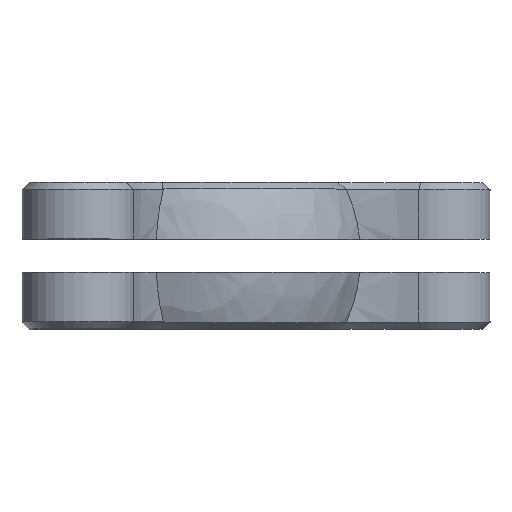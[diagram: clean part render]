
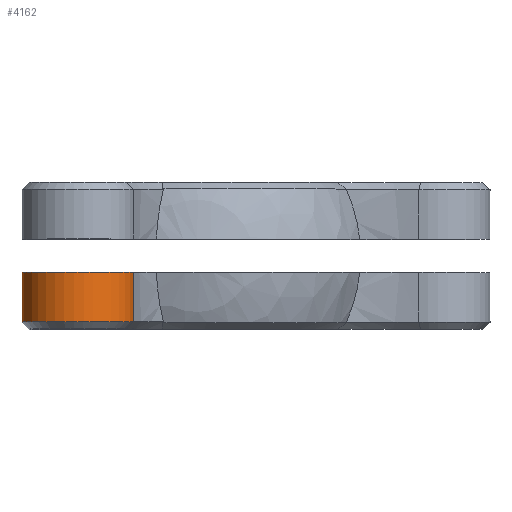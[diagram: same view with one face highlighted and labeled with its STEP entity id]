
A CAD part, top view. The second image highlights one B-rep face of the part: STEP entity #4162.
In plain terms, the highlighted cylindrical face has radius 6 mm (diameter 12 mm), a partial arc.
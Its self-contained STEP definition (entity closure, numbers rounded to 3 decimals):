
#172 = PLANE('',#173);
#173 = AXIS2_PLACEMENT_3D('',#174,#175,#176);
#174 = CARTESIAN_POINT('',(105.546,-1.75,40.));
#175 = DIRECTION('',(0.,-1.,0.));
#176 = DIRECTION('',(0.,0.,-1.));
#1563 = VERTEX_POINT('',#1564);
#1564 = CARTESIAN_POINT('',(-6.704,-1.75,23.204));
#1583 = CYLINDRICAL_SURFACE('',#1584,23.669);
#1584 = AXIS2_PLACEMENT_3D('',#1585,#1586,#1587);
#1585 = CARTESIAN_POINT('',(16.158,8.,29.329));
#1586 = DIRECTION('',(0.,1.,0.));
#1587 = DIRECTION('',(-0.5,0.,0.866));
#1595 = EDGE_CURVE('',#1596,#1563,#1598,.T.);
#1596 = VERTEX_POINT('',#1597);
#1597 = CARTESIAN_POINT('',(-16.743,-1.75,17.408));
#1598 = SURFACE_CURVE('',#1599,(#1604,#1615),.PCURVE_S1.);
#1599 = CIRCLE('',#1600,6.);
#1600 = AXIS2_PLACEMENT_3D('',#1601,#1602,#1603);
#1601 = CARTESIAN_POINT('',(-12.5,-1.75,21.651));
#1602 = DIRECTION('',(0.,1.,0.));
#1603 = DIRECTION('',(-0.5,0.,0.866));
#1604 = PCURVE('',#172,#1605);
#1605 = DEFINITIONAL_REPRESENTATION('',(#1606),#1614);
#1606 = ( BOUNDED_CURVE() B_SPLINE_CURVE(2,(#1607,#1608,#1609,#1610,
#1611,#1612,#1613),.UNSPECIFIED.,.T.,.F.) B_SPLINE_CURVE_WITH_KNOTS((1,2
    ,2,2,2,1),(-2.094,0.,2.094,4.189,
6.283,8.378),.UNSPECIFIED.) CURVE() 
GEOMETRIC_REPRESENTATION_ITEM() RATIONAL_B_SPLINE_CURVE((1.,0.5,1.,0.5,
1.,0.5,1.)) REPRESENTATION_ITEM('') );
#1607 = CARTESIAN_POINT('',(13.153,-121.046));
#1608 = CARTESIAN_POINT('',(7.957,-112.046));
#1609 = CARTESIAN_POINT('',(18.349,-112.046));
#1610 = CARTESIAN_POINT('',(28.742,-112.046));
#1611 = CARTESIAN_POINT('',(23.546,-121.046));
#1612 = CARTESIAN_POINT('',(18.349,-130.046));
#1613 = CARTESIAN_POINT('',(13.153,-121.046));
#1614 = ( GEOMETRIC_REPRESENTATION_CONTEXT(2) 
PARAMETRIC_REPRESENTATION_CONTEXT() REPRESENTATION_CONTEXT('2D SPACE',''
  ) );
#1615 = PCURVE('',#1616,#1621);
#1616 = CYLINDRICAL_SURFACE('',#1617,6.);
#1617 = AXIS2_PLACEMENT_3D('',#1618,#1619,#1620);
#1618 = CARTESIAN_POINT('',(-12.5,8.,21.651));
#1619 = DIRECTION('',(0.,1.,0.));
#1620 = DIRECTION('',(-0.5,0.,0.866));
#1621 = DEFINITIONAL_REPRESENTATION('',(#1622),#1626);
#1622 = LINE('',#1623,#1624);
#1623 = CARTESIAN_POINT('',(-12.566,-9.75));
#1624 = VECTOR('',#1625,1.);
#1625 = DIRECTION('',(1.,-0.));
#1626 = ( GEOMETRIC_REPRESENTATION_CONTEXT(2) 
PARAMETRIC_REPRESENTATION_CONTEXT() REPRESENTATION_CONTEXT('2D SPACE',''
  ) );
#1649 = CYLINDRICAL_SURFACE('',#1650,23.669);
#1650 = AXIS2_PLACEMENT_3D('',#1651,#1652,#1653);
#1651 = CARTESIAN_POINT('',(-33.479,8.,0.672));
#1652 = DIRECTION('',(0.,1.,0.));
#1653 = DIRECTION('',(-0.5,0.,0.866));
#3716 = EDGE_CURVE('',#1596,#3717,#3719,.T.);
#3717 = VERTEX_POINT('',#3718);
#3718 = CARTESIAN_POINT('',(-16.743,-7.,17.408));
#3719 = SURFACE_CURVE('',#3720,(#3724,#3731),.PCURVE_S1.);
#3720 = LINE('',#3721,#3722);
#3721 = CARTESIAN_POINT('',(-16.743,8.,17.408));
#3722 = VECTOR('',#3723,1.);
#3723 = DIRECTION('',(0.,-1.,0.));
#3724 = PCURVE('',#1649,#3725);
#3725 = DEFINITIONAL_REPRESENTATION('',(#3726),#3730);
#3726 = LINE('',#3727,#3728);
#3727 = CARTESIAN_POINT('',(-4.974,0.));
#3728 = VECTOR('',#3729,1.);
#3729 = DIRECTION('',(-0.,-1.));
#3730 = ( GEOMETRIC_REPRESENTATION_CONTEXT(2) 
PARAMETRIC_REPRESENTATION_CONTEXT() REPRESENTATION_CONTEXT('2D SPACE',''
  ) );
#3731 = PCURVE('',#1616,#3732);
#3732 = DEFINITIONAL_REPRESENTATION('',(#3733),#3737);
#3733 = LINE('',#3734,#3735);
#3734 = CARTESIAN_POINT('',(-8.116,0.));
#3735 = VECTOR('',#3736,1.);
#3736 = DIRECTION('',(-0.,-1.));
#3737 = ( GEOMETRIC_REPRESENTATION_CONTEXT(2) 
PARAMETRIC_REPRESENTATION_CONTEXT() REPRESENTATION_CONTEXT('2D SPACE',''
  ) );
#4162 = ADVANCED_FACE('',(#4163),#1616,.T.);
#4163 = FACE_BOUND('',#4164,.F.);
#4164 = EDGE_LOOP('',(#4165,#4166,#4167,#4190));
#4165 = ORIENTED_EDGE('',*,*,#3716,.F.);
#4166 = ORIENTED_EDGE('',*,*,#1595,.T.);
#4167 = ORIENTED_EDGE('',*,*,#4168,.T.);
#4168 = EDGE_CURVE('',#1563,#4169,#4171,.T.);
#4169 = VERTEX_POINT('',#4170);
#4170 = CARTESIAN_POINT('',(-6.704,-7.,23.204));
#4171 = SURFACE_CURVE('',#4172,(#4176,#4183),.PCURVE_S1.);
#4172 = LINE('',#4173,#4174);
#4173 = CARTESIAN_POINT('',(-6.704,8.,23.204));
#4174 = VECTOR('',#4175,1.);
#4175 = DIRECTION('',(0.,-1.,0.));
#4176 = PCURVE('',#1616,#4177);
#4177 = DEFINITIONAL_REPRESENTATION('',(#4178),#4182);
#4178 = LINE('',#4179,#4180);
#4179 = CARTESIAN_POINT('',(-4.451,0.));
#4180 = VECTOR('',#4181,1.);
#4181 = DIRECTION('',(-0.,-1.));
#4182 = ( GEOMETRIC_REPRESENTATION_CONTEXT(2) 
PARAMETRIC_REPRESENTATION_CONTEXT() REPRESENTATION_CONTEXT('2D SPACE',''
  ) );
#4183 = PCURVE('',#1583,#4184);
#4184 = DEFINITIONAL_REPRESENTATION('',(#4185),#4189);
#4185 = LINE('',#4186,#4187);
#4186 = CARTESIAN_POINT('',(-1.309,0.));
#4187 = VECTOR('',#4188,1.);
#4188 = DIRECTION('',(-0.,-1.));
#4189 = ( GEOMETRIC_REPRESENTATION_CONTEXT(2) 
PARAMETRIC_REPRESENTATION_CONTEXT() REPRESENTATION_CONTEXT('2D SPACE',''
  ) );
#4190 = ORIENTED_EDGE('',*,*,#4191,.F.);
#4191 = EDGE_CURVE('',#3717,#4169,#4192,.T.);
#4192 = SURFACE_CURVE('',#4193,(#4198,#4205),.PCURVE_S1.);
#4193 = CIRCLE('',#4194,6.);
#4194 = AXIS2_PLACEMENT_3D('',#4195,#4196,#4197);
#4195 = CARTESIAN_POINT('',(-12.5,-7.,21.651));
#4196 = DIRECTION('',(0.,1.,0.));
#4197 = DIRECTION('',(-0.707,0.,-0.707));
#4198 = PCURVE('',#1616,#4199);
#4199 = DEFINITIONAL_REPRESENTATION('',(#4200),#4204);
#4200 = LINE('',#4201,#4202);
#4201 = CARTESIAN_POINT('',(-8.116,-15.));
#4202 = VECTOR('',#4203,1.);
#4203 = DIRECTION('',(1.,-0.));
#4204 = ( GEOMETRIC_REPRESENTATION_CONTEXT(2) 
PARAMETRIC_REPRESENTATION_CONTEXT() REPRESENTATION_CONTEXT('2D SPACE',''
  ) );
#4205 = PCURVE('',#4206,#4211);
#4206 = CONICAL_SURFACE('',#4207,6.,0.785);
#4207 = AXIS2_PLACEMENT_3D('',#4208,#4209,#4210);
#4208 = CARTESIAN_POINT('',(-12.5,-7.,21.651));
#4209 = DIRECTION('',(0.,1.,0.));
#4210 = DIRECTION('',(-0.707,0.,-0.707));
#4211 = DEFINITIONAL_REPRESENTATION('',(#4212),#4216);
#4212 = LINE('',#4213,#4214);
#4213 = CARTESIAN_POINT('',(0.,0.));
#4214 = VECTOR('',#4215,1.);
#4215 = DIRECTION('',(1.,0.));
#4216 = ( GEOMETRIC_REPRESENTATION_CONTEXT(2) 
PARAMETRIC_REPRESENTATION_CONTEXT() REPRESENTATION_CONTEXT('2D SPACE',''
  ) );
